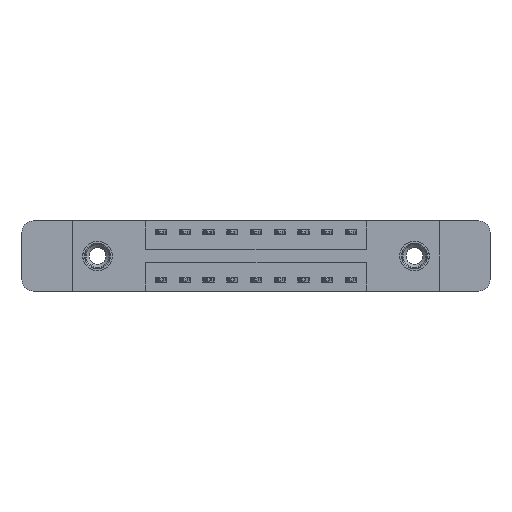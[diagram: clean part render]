
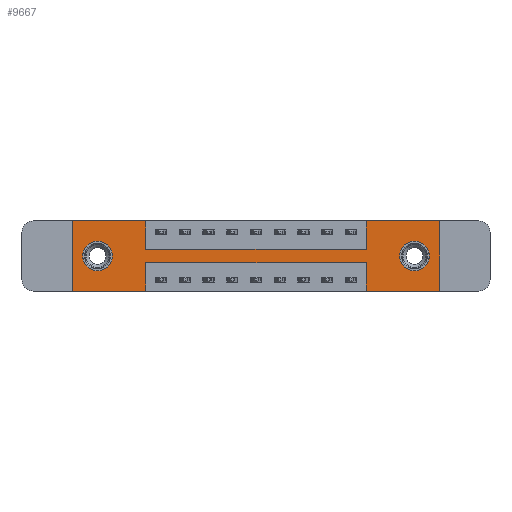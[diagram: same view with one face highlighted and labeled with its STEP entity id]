
A CAD part, front view. The second image highlights one B-rep face of the part: STEP entity #9667.
In plain terms, the highlighted planar face has unit normal (0, -1, 0).
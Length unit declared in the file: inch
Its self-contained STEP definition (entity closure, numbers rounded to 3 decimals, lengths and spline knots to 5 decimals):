
#246 = DIRECTION ( 'NONE',  ( 0., 0., -1. ) ) ;
#279 = ORIENTED_EDGE ( 'NONE', *, *, #10801, .F. ) ;
#300 = VERTEX_POINT ( 'NONE', #5690 ) ;
#393 = CARTESIAN_POINT ( 'NONE',  ( 1.5475, 0., 0. ) ) ;
#423 = LINE ( 'NONE', #14338, #10543 ) ;
#667 = CARTESIAN_POINT ( 'NONE',  ( 1.5475, 0., -0.37 ) ) ;
#670 = ORIENTED_EDGE ( 'NONE', *, *, #746, .F. ) ;
#704 = CARTESIAN_POINT ( 'NONE',  ( 0., 0., 0. ) ) ;
#746 = EDGE_CURVE ( 'NONE', #6669, #2570, #11303, .T. ) ;
#748 = VECTOR ( 'NONE', #8882, 39.37008 ) ;
#775 = EDGE_CURVE ( 'NONE', #4736, #3436, #7141, .T. ) ;
#1229 = FACE_OUTER_BOUND ( 'NONE', #4209, .T. ) ;
#1238 = VERTEX_POINT ( 'NONE', #5098 ) ;
#1322 = VERTEX_POINT ( 'NONE', #2389 ) ;
#1455 = DIRECTION ( 'NONE',  ( -1., 0., 0. ) ) ;
#1463 = DIRECTION ( 'NONE',  ( 0., 1., 0. ) ) ;
#1593 = CARTESIAN_POINT ( 'NONE',  ( 0., 0., -0.37 ) ) ;
#1740 = EDGE_CURVE ( 'NONE', #1238, #1807, #2602, .T. ) ;
#1807 = VERTEX_POINT ( 'NONE', #393 ) ;
#1864 = DIRECTION ( 'NONE',  ( 1., 0., 0. ) ) ;
#1924 = EDGE_CURVE ( 'NONE', #12275, #300, #6139, .T. ) ;
#1980 = CARTESIAN_POINT ( 'NONE',  ( 0., 0., 0. ) ) ;
#1985 = VERTEX_POINT ( 'NONE', #4757 ) ;
#2046 = AXIS2_PLACEMENT_3D ( 'NONE', #1593, #8557, #3926 ) ;
#2202 = LINE ( 'NONE', #3443, #4803 ) ;
#2235 = ORIENTED_EDGE ( 'NONE', *, *, #10524, .F. ) ;
#2358 = CIRCLE ( 'NONE', #9847, 0.078 ) ;
#2369 = CARTESIAN_POINT ( 'NONE',  ( 0.1325, 0., -0.185 ) ) ;
#2389 = CARTESIAN_POINT ( 'NONE',  ( 0.3875, 0., -0.15 ) ) ;
#2570 = VERTEX_POINT ( 'NONE', #12998 ) ;
#2601 = CARTESIAN_POINT ( 'NONE',  ( 1.935, 0., 0. ) ) ;
#2602 = LINE ( 'NONE', #5083, #748 ) ;
#2788 = VECTOR ( 'NONE', #2946, 39.37008 ) ;
#2946 = DIRECTION ( 'NONE',  ( 0., 0., 1. ) ) ;
#3436 = VERTEX_POINT ( 'NONE', #13418 ) ;
#3443 = CARTESIAN_POINT ( 'NONE',  ( 1.935, 0., 0. ) ) ;
#3686 = VECTOR ( 'NONE', #11309, 39.37008 ) ;
#3799 = DIRECTION ( 'NONE',  ( 0., 0., -1. ) ) ;
#3926 = DIRECTION ( 'NONE',  ( 0., 0., -1. ) ) ;
#3996 = EDGE_CURVE ( 'NONE', #1807, #10407, #12320, .T. ) ;
#4207 = EDGE_CURVE ( 'NONE', #3436, #4736, #2358, .T. ) ;
#4209 = EDGE_LOOP ( 'NONE', ( #279, #2235, #12866, #11861, #9743, #12419, #12403, #10135, #14256, #14841, #670, #13310 ) ) ;
#4502 = EDGE_CURVE ( 'NONE', #5900, #10702, #6818, .T. ) ;
#4706 = VECTOR ( 'NONE', #9069, 39.37008 ) ;
#4736 = VERTEX_POINT ( 'NONE', #8723 ) ;
#4739 = LINE ( 'NONE', #15155, #6791 ) ;
#4749 = DIRECTION ( 'NONE',  ( 0., 1., 0. ) ) ;
#4757 = CARTESIAN_POINT ( 'NONE',  ( 0.3875, 0., 0. ) ) ;
#4803 = VECTOR ( 'NONE', #15456, 39.37008 ) ;
#5080 = AXIS2_PLACEMENT_3D ( 'NONE', #8875, #11291, #7685 ) ;
#5083 = CARTESIAN_POINT ( 'NONE',  ( 1.5475, 0., 0. ) ) ;
#5091 = LINE ( 'NONE', #10096, #13913 ) ;
#5098 = CARTESIAN_POINT ( 'NONE',  ( 1.5475, 0., -0.15 ) ) ;
#5618 = EDGE_LOOP ( 'NONE', ( #12098, #12765 ) ) ;
#5690 = CARTESIAN_POINT ( 'NONE',  ( 1.5475, 0., -0.22 ) ) ;
#5699 = VECTOR ( 'NONE', #1864, 39.37008 ) ;
#5751 = EDGE_CURVE ( 'NONE', #1985, #1322, #5091, .T. ) ;
#5900 = VERTEX_POINT ( 'NONE', #14503 ) ;
#5907 = LINE ( 'NONE', #7364, #6846 ) ;
#6092 = EDGE_CURVE ( 'NONE', #10702, #5900, #15019, .T. ) ;
#6139 = LINE ( 'NONE', #667, #2788 ) ;
#6257 = FACE_BOUND ( 'NONE', #13282, .T. ) ;
#6669 = VERTEX_POINT ( 'NONE', #13546 ) ;
#6700 = DIRECTION ( 'NONE',  ( -1., 0., 0. ) ) ;
#6791 = VECTOR ( 'NONE', #6700, 39.37008 ) ;
#6818 = CIRCLE ( 'NONE', #13812, 0.078 ) ;
#6846 = VECTOR ( 'NONE', #13134, 39.37008 ) ;
#6936 = DIRECTION ( 'NONE',  ( 1., 0., 0. ) ) ;
#7141 = CIRCLE ( 'NONE', #14895, 0.078 ) ;
#7364 = CARTESIAN_POINT ( 'NONE',  ( 0., 0., 0. ) ) ;
#7599 = VERTEX_POINT ( 'NONE', #12194 ) ;
#7649 = CARTESIAN_POINT ( 'NONE',  ( 0., 0., -0.37 ) ) ;
#7685 = DIRECTION ( 'NONE',  ( 0., 0., -1. ) ) ;
#8278 = DIRECTION ( 'NONE',  ( 0., 0., 1. ) ) ;
#8324 = VERTEX_POINT ( 'NONE', #12144 ) ;
#8386 = LINE ( 'NONE', #7649, #13424 ) ;
#8557 = DIRECTION ( 'NONE',  ( 0., -1., 0. ) ) ;
#8723 = CARTESIAN_POINT ( 'NONE',  ( 0.1325, 0., -0.107 ) ) ;
#8875 = CARTESIAN_POINT ( 'NONE',  ( 1.8025, 0., -0.185 ) ) ;
#8882 = DIRECTION ( 'NONE',  ( 0., 0., 1. ) ) ;
#8920 = DIRECTION ( 'NONE',  ( 0., 1., 0. ) ) ;
#8965 = CARTESIAN_POINT ( 'NONE',  ( 0.1325, 0., -0.185 ) ) ;
#9014 = DIRECTION ( 'NONE',  ( 0., 0., 1. ) ) ;
#9069 = DIRECTION ( 'NONE',  ( 0., 0., 1. ) ) ;
#9304 = CARTESIAN_POINT ( 'NONE',  ( 1.8025, 0., -0.107 ) ) ;
#9667 = ADVANCED_FACE ( 'NONE', ( #6257, #13552, #1229 ), #13984, .T. ) ;
#9743 = ORIENTED_EDGE ( 'NONE', *, *, #14693, .F. ) ;
#9813 = CARTESIAN_POINT ( 'NONE',  ( 1.8025, 0., -0.185 ) ) ;
#9847 = AXIS2_PLACEMENT_3D ( 'NONE', #2369, #4749, #8278 ) ;
#9848 = VECTOR ( 'NONE', #246, 39.37008 ) ;
#10096 = CARTESIAN_POINT ( 'NONE',  ( 0.3875, 0., 0. ) ) ;
#10135 = ORIENTED_EDGE ( 'NONE', *, *, #11608, .F. ) ;
#10407 = VERTEX_POINT ( 'NONE', #2601 ) ;
#10524 = EDGE_CURVE ( 'NONE', #300, #8324, #4739, .T. ) ;
#10543 = VECTOR ( 'NONE', #6936, 39.37008 ) ;
#10702 = VERTEX_POINT ( 'NONE', #9304 ) ;
#10801 = EDGE_CURVE ( 'NONE', #8324, #7599, #12455, .T. ) ;
#11291 = DIRECTION ( 'NONE',  ( 0., 1., 0. ) ) ;
#11303 = LINE ( 'NONE', #704, #4706 ) ;
#11309 = DIRECTION ( 'NONE',  ( -1., 0., 0. ) ) ;
#11511 = CARTESIAN_POINT ( 'NONE',  ( 1.935, 0., -0.37 ) ) ;
#11608 = EDGE_CURVE ( 'NONE', #1322, #1238, #423, .T. ) ;
#11861 = ORIENTED_EDGE ( 'NONE', *, *, #14468, .F. ) ;
#12098 = ORIENTED_EDGE ( 'NONE', *, *, #775, .T. ) ;
#12144 = CARTESIAN_POINT ( 'NONE',  ( 0.3875, 0., -0.22 ) ) ;
#12194 = CARTESIAN_POINT ( 'NONE',  ( 0.3875, 0., -0.37 ) ) ;
#12256 = CARTESIAN_POINT ( 'NONE',  ( 0.3875, 0., -0.37 ) ) ;
#12265 = CARTESIAN_POINT ( 'NONE',  ( 0., 0., -0.37 ) ) ;
#12275 = VERTEX_POINT ( 'NONE', #15065 ) ;
#12320 = LINE ( 'NONE', #1980, #5699 ) ;
#12403 = ORIENTED_EDGE ( 'NONE', *, *, #1740, .F. ) ;
#12419 = ORIENTED_EDGE ( 'NONE', *, *, #3996, .F. ) ;
#12455 = LINE ( 'NONE', #12256, #9848 ) ;
#12762 = VERTEX_POINT ( 'NONE', #11511 ) ;
#12765 = ORIENTED_EDGE ( 'NONE', *, *, #4207, .T. ) ;
#12866 = ORIENTED_EDGE ( 'NONE', *, *, #1924, .F. ) ;
#12998 = CARTESIAN_POINT ( 'NONE',  ( 0., 0., 0. ) ) ;
#13134 = DIRECTION ( 'NONE',  ( 1., 0., 0. ) ) ;
#13282 = EDGE_LOOP ( 'NONE', ( #14499, #14629 ) ) ;
#13310 = ORIENTED_EDGE ( 'NONE', *, *, #14452, .F. ) ;
#13418 = CARTESIAN_POINT ( 'NONE',  ( 0.1325, 0., -0.263 ) ) ;
#13424 = VECTOR ( 'NONE', #1455, 39.37008 ) ;
#13546 = CARTESIAN_POINT ( 'NONE',  ( 0., 0., -0.37 ) ) ;
#13552 = FACE_BOUND ( 'NONE', #5618, .T. ) ;
#13812 = AXIS2_PLACEMENT_3D ( 'NONE', #9813, #1463, #3799 ) ;
#13913 = VECTOR ( 'NONE', #14940, 39.37008 ) ;
#13984 = PLANE ( 'NONE',  #2046 ) ;
#14256 = ORIENTED_EDGE ( 'NONE', *, *, #5751, .F. ) ;
#14338 = CARTESIAN_POINT ( 'NONE',  ( 0.3875, 0., -0.15 ) ) ;
#14375 = LINE ( 'NONE', #12265, #3686 ) ;
#14452 = EDGE_CURVE ( 'NONE', #7599, #6669, #14375, .T. ) ;
#14468 = EDGE_CURVE ( 'NONE', #12762, #12275, #8386, .T. ) ;
#14499 = ORIENTED_EDGE ( 'NONE', *, *, #6092, .T. ) ;
#14503 = CARTESIAN_POINT ( 'NONE',  ( 1.8025, 0., -0.263 ) ) ;
#14629 = ORIENTED_EDGE ( 'NONE', *, *, #4502, .T. ) ;
#14693 = EDGE_CURVE ( 'NONE', #10407, #12762, #2202, .T. ) ;
#14816 = EDGE_CURVE ( 'NONE', #2570, #1985, #5907, .T. ) ;
#14841 = ORIENTED_EDGE ( 'NONE', *, *, #14816, .F. ) ;
#14895 = AXIS2_PLACEMENT_3D ( 'NONE', #8965, #8920, #9014 ) ;
#14940 = DIRECTION ( 'NONE',  ( 0., 0., -1. ) ) ;
#15019 = CIRCLE ( 'NONE', #5080, 0.078 ) ;
#15065 = CARTESIAN_POINT ( 'NONE',  ( 1.5475, 0., -0.37 ) ) ;
#15155 = CARTESIAN_POINT ( 'NONE',  ( 0.3875, 0., -0.22 ) ) ;
#15456 = DIRECTION ( 'NONE',  ( 0., 0., -1. ) ) ;
